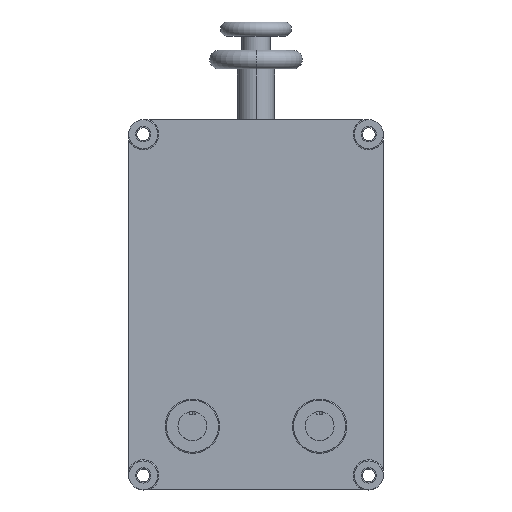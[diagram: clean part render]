
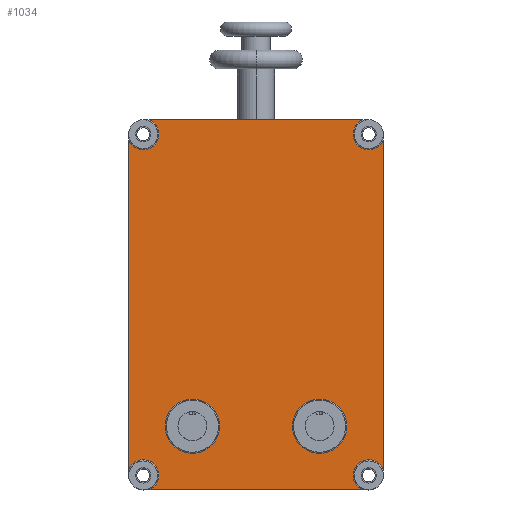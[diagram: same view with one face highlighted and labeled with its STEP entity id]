
A CAD part, top view. The second image highlights one B-rep face of the part: STEP entity #1034.
In plain terms, the highlighted planar face has unit normal (0, 0, 1).
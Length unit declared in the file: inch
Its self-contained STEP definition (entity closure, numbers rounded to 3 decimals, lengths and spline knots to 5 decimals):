
#127 = EDGE_LOOP ( 'NONE', ( #994, #995 ) ) ;
#147 = EDGE_LOOP ( 'NONE', ( #996, #997 ) ) ;
#246 = VERTEX_POINT ( 'NONE', #1509 ) ;
#247 = VERTEX_POINT ( 'NONE', #1510 ) ;
#250 = VERTEX_POINT ( 'NONE', #1513 ) ;
#251 = VERTEX_POINT ( 'NONE', #1514 ) ;
#254 = VERTEX_POINT ( 'NONE', #1517 ) ;
#255 = VERTEX_POINT ( 'NONE', #1518 ) ;
#258 = VERTEX_POINT ( 'NONE', #1521 ) ;
#259 = VERTEX_POINT ( 'NONE', #1522 ) ;
#262 = VERTEX_POINT ( 'NONE', #1525 ) ;
#263 = VERTEX_POINT ( 'NONE', #1526 ) ;
#279 = VERTEX_POINT ( 'NONE', #1542 ) ;
#284 = VERTEX_POINT ( 'NONE', #1547 ) ;
#285 = VERTEX_POINT ( 'NONE', #1548 ) ;
#289 = VERTEX_POINT ( 'NONE', #1552 ) ;
#306 = VERTEX_POINT ( 'NONE', #1569 ) ;
#444 = EDGE_CURVE ( 'NONE', #289, #251, #2438, .T. ) ;
#454 = EDGE_CURVE ( 'NONE', #284, #289, #2449, .T. ) ;
#471 = EDGE_CURVE ( 'NONE', #258, #259, #2468, .T. ) ;
#472 = EDGE_CURVE ( 'NONE', #254, #255, #2469, .T. ) ;
#473 = EDGE_CURVE ( 'NONE', #250, #306, #2471, .T. ) ;
#474 = EDGE_CURVE ( 'NONE', #285, #284, #2462, .T. ) ;
#475 = EDGE_CURVE ( 'NONE', #262, #285, #2474, .T. ) ;
#479 = EDGE_CURVE ( 'NONE', #246, #279, #2477, .T. ) ;
#556 = EDGE_CURVE ( 'NONE', #247, #246, #2568, .T. ) ;
#560 = EDGE_CURVE ( 'NONE', #251, #250, #2574, .T. ) ;
#564 = EDGE_CURVE ( 'NONE', #255, #254, #2576, .T. ) ;
#568 = EDGE_CURVE ( 'NONE', #259, #258, #2580, .T. ) ;
#572 = EDGE_CURVE ( 'NONE', #263, #262, #2585, .T. ) ;
#664 = EDGE_CURVE ( 'NONE', #306, #247, #3338, .T. ) ;
#672 = EDGE_CURVE ( 'NONE', #279, #263, #3342, .T. ) ;
#994 = ORIENTED_EDGE ( 'NONE', *, *, #568, .T. ) ;
#995 = ORIENTED_EDGE ( 'NONE', *, *, #471, .T. ) ;
#996 = ORIENTED_EDGE ( 'NONE', *, *, #564, .T. ) ;
#997 = ORIENTED_EDGE ( 'NONE', *, *, #472, .T. ) ;
#998 = ORIENTED_EDGE ( 'NONE', *, *, #474, .T. ) ;
#999 = ORIENTED_EDGE ( 'NONE', *, *, #454, .T. ) ;
#1000 = ORIENTED_EDGE ( 'NONE', *, *, #444, .T. ) ;
#1001 = ORIENTED_EDGE ( 'NONE', *, *, #560, .T. ) ;
#1002 = ORIENTED_EDGE ( 'NONE', *, *, #473, .T. ) ;
#1003 = ORIENTED_EDGE ( 'NONE', *, *, #664, .T. ) ;
#1004 = ORIENTED_EDGE ( 'NONE', *, *, #556, .T. ) ;
#1005 = ORIENTED_EDGE ( 'NONE', *, *, #479, .T. ) ;
#1006 = ORIENTED_EDGE ( 'NONE', *, *, #672, .T. ) ;
#1007 = ORIENTED_EDGE ( 'NONE', *, *, #572, .T. ) ;
#1008 = ORIENTED_EDGE ( 'NONE', *, *, #475, .T. ) ;
#1034 = ADVANCED_FACE ( 'NONE', ( #3352, #3367, #3369 ), #3227, .T. ) ;
#1509 = CARTESIAN_POINT ( 'NONE',  ( -4.2, 7.375, 1.9 ) ) ;
#1510 = CARTESIAN_POINT ( 'NONE',  ( -4.62005, 8., 1.9 ) ) ;
#1513 = CARTESIAN_POINT ( 'NONE',  ( 4.2, 7.375, 1.9 ) ) ;
#1514 = CARTESIAN_POINT ( 'NONE',  ( 5.5, 7.12005, 1.9 ) ) ;
#1517 = CARTESIAN_POINT ( 'NONE',  ( -3.925, -5.25, 1.9 ) ) ;
#1518 = CARTESIAN_POINT ( 'NONE',  ( -1.575, -5.25, 1.9 ) ) ;
#1521 = CARTESIAN_POINT ( 'NONE',  ( 1.575, -5.25, 1.9 ) ) ;
#1522 = CARTESIAN_POINT ( 'NONE',  ( 3.925, -5.25, 1.9 ) ) ;
#1525 = CARTESIAN_POINT ( 'NONE',  ( -4.2, -7.375, 1.9 ) ) ;
#1526 = CARTESIAN_POINT ( 'NONE',  ( -5.5, -7.12005, 1.9 ) ) ;
#1542 = CARTESIAN_POINT ( 'NONE',  ( -5.5, 7.12005, 1.9 ) ) ;
#1547 = CARTESIAN_POINT ( 'NONE',  ( 4.62005, -8., 1.9 ) ) ;
#1548 = CARTESIAN_POINT ( 'NONE',  ( -4.62005, -8., 1.9 ) ) ;
#1552 = CARTESIAN_POINT ( 'NONE',  ( 5.5, -7.12005, 1.9 ) ) ;
#1569 = CARTESIAN_POINT ( 'NONE',  ( 4.62005, 8., 1.9 ) ) ;
#1859 = AXIS2_PLACEMENT_3D ( 'NONE', #2265, #2267, #2268 ) ;
#1872 = AXIS2_PLACEMENT_3D ( 'NONE', #2318, #2319, #2320 ) ;
#1876 = AXIS2_PLACEMENT_3D ( 'NONE', #2310, #2316, #2317 ) ;
#1877 = AXIS2_PLACEMENT_3D ( 'NONE', #2321, #2323, #2324 ) ;
#1880 = AXIS2_PLACEMENT_3D ( 'NONE', #2313, #2328, #2329 ) ;
#1881 = AXIS2_PLACEMENT_3D ( 'NONE', #2347, #2349, #2350 ) ;
#1929 = AXIS2_PLACEMENT_3D ( 'NONE', #2852, #2859, #2860 ) ;
#1931 = AXIS2_PLACEMENT_3D ( 'NONE', #2861, #2869, #2870 ) ;
#1933 = AXIS2_PLACEMENT_3D ( 'NONE', #2871, #2881, #2882 ) ;
#1936 = AXIS2_PLACEMENT_3D ( 'NONE', #2896, #2897, #2898 ) ;
#1939 = AXIS2_PLACEMENT_3D ( 'NONE', #2914, #2915, #2916 ) ;
#2001 = AXIS2_PLACEMENT_3D ( 'NONE', #3226, #3228, #3229 ) ;
#2236 = CARTESIAN_POINT ( 'NONE',  ( 5.5, 8., 1.9 ) ) ;
#2237 = DIRECTION ( 'NONE',  ( 0., 1., 0. ) ) ;
#2265 = CARTESIAN_POINT ( 'NONE',  ( 4.875, -7.375, 1.9 ) ) ;
#2267 = DIRECTION ( 'NONE',  ( 0., 0., -1. ) ) ;
#2268 = DIRECTION ( 'NONE',  ( 1., 0., 0. ) ) ;
#2310 = CARTESIAN_POINT ( 'NONE',  ( 2.75, -5.25, 1.9 ) ) ;
#2313 = CARTESIAN_POINT ( 'NONE',  ( -4.875, -7.375, 1.9 ) ) ;
#2316 = DIRECTION ( 'NONE',  ( 0., 0., -1. ) ) ;
#2317 = DIRECTION ( 'NONE',  ( 1., 0., 0. ) ) ;
#2318 = CARTESIAN_POINT ( 'NONE',  ( -2.75, -5.25, 1.9 ) ) ;
#2319 = DIRECTION ( 'NONE',  ( 0., 0., -1. ) ) ;
#2320 = DIRECTION ( 'NONE',  ( 1., 0., 0. ) ) ;
#2321 = CARTESIAN_POINT ( 'NONE',  ( 4.875, 7.375, 1.9 ) ) ;
#2323 = DIRECTION ( 'NONE',  ( 0., 0., -1. ) ) ;
#2324 = DIRECTION ( 'NONE',  ( 1., 0., 0. ) ) ;
#2325 = CARTESIAN_POINT ( 'NONE',  ( -5.5, -8., 1.9 ) ) ;
#2326 = DIRECTION ( 'NONE',  ( 1., 0., 0. ) ) ;
#2328 = DIRECTION ( 'NONE',  ( 0., 0., -1. ) ) ;
#2329 = DIRECTION ( 'NONE',  ( 1., 0., 0. ) ) ;
#2347 = CARTESIAN_POINT ( 'NONE',  ( -4.875, 7.375, 1.9 ) ) ;
#2349 = DIRECTION ( 'NONE',  ( 0., 0., -1. ) ) ;
#2350 = DIRECTION ( 'NONE',  ( 1., 0., 0. ) ) ;
#2438 = LINE ( 'NONE', #2236, #2439 ) ;
#2439 = VECTOR ( 'NONE', #2237, 39.37008 ) ;
#2449 = CIRCLE ( 'NONE', #1859, 0.675 ) ;
#2462 = LINE ( 'NONE', #2325, #2466 ) ;
#2466 = VECTOR ( 'NONE', #2326, 39.37008 ) ;
#2468 = CIRCLE ( 'NONE', #1876, 1.175 ) ;
#2469 = CIRCLE ( 'NONE', #1872, 1.175 ) ;
#2471 = CIRCLE ( 'NONE', #1877, 0.675 ) ;
#2474 = CIRCLE ( 'NONE', #1880, 0.675 ) ;
#2477 = CIRCLE ( 'NONE', #1881, 0.675 ) ;
#2568 = CIRCLE ( 'NONE', #1929, 0.675 ) ;
#2574 = CIRCLE ( 'NONE', #1931, 0.675 ) ;
#2576 = CIRCLE ( 'NONE', #1933, 1.175 ) ;
#2580 = CIRCLE ( 'NONE', #1936, 1.175 ) ;
#2585 = CIRCLE ( 'NONE', #1939, 0.675 ) ;
#2852 = CARTESIAN_POINT ( 'NONE',  ( -4.875, 7.375, 1.9 ) ) ;
#2859 = DIRECTION ( 'NONE',  ( 0., 0., -1. ) ) ;
#2860 = DIRECTION ( 'NONE',  ( 1., 0., 0. ) ) ;
#2861 = CARTESIAN_POINT ( 'NONE',  ( 4.875, 7.375, 1.9 ) ) ;
#2869 = DIRECTION ( 'NONE',  ( 0., 0., -1. ) ) ;
#2870 = DIRECTION ( 'NONE',  ( 1., 0., 0. ) ) ;
#2871 = CARTESIAN_POINT ( 'NONE',  ( -2.75, -5.25, 1.9 ) ) ;
#2881 = DIRECTION ( 'NONE',  ( 0., 0., -1. ) ) ;
#2882 = DIRECTION ( 'NONE',  ( 1., 0., 0. ) ) ;
#2896 = CARTESIAN_POINT ( 'NONE',  ( 2.75, -5.25, 1.9 ) ) ;
#2897 = DIRECTION ( 'NONE',  ( 0., 0., -1. ) ) ;
#2898 = DIRECTION ( 'NONE',  ( 1., 0., 0. ) ) ;
#2914 = CARTESIAN_POINT ( 'NONE',  ( -4.875, -7.375, 1.9 ) ) ;
#2915 = DIRECTION ( 'NONE',  ( 0., 0., -1. ) ) ;
#2916 = DIRECTION ( 'NONE',  ( 1., 0., 0. ) ) ;
#3163 = CARTESIAN_POINT ( 'NONE',  ( -5.5, 8., 1.9 ) ) ;
#3164 = DIRECTION ( 'NONE',  ( -1., 0., 0. ) ) ;
#3184 = CARTESIAN_POINT ( 'NONE',  ( -5.5, 8., 1.9 ) ) ;
#3185 = DIRECTION ( 'NONE',  ( 0., -1., 0. ) ) ;
#3226 = CARTESIAN_POINT ( 'NONE',  ( 0., 0., 1.9 ) ) ;
#3227 = PLANE ( 'NONE',  #2001 ) ;
#3228 = DIRECTION ( 'NONE',  ( 0., 0., 1. ) ) ;
#3229 = DIRECTION ( 'NONE',  ( 1., 0., 0. ) ) ;
#3338 = LINE ( 'NONE', #3163, #3339 ) ;
#3339 = VECTOR ( 'NONE', #3164, 39.37008 ) ;
#3342 = LINE ( 'NONE', #3184, #3348 ) ;
#3348 = VECTOR ( 'NONE', #3185, 39.37008 ) ;
#3352 = FACE_BOUND ( 'NONE', #127, .T. ) ;
#3367 = FACE_BOUND ( 'NONE', #147, .T. ) ;
#3369 = FACE_OUTER_BOUND ( 'NONE', #3696, .T. ) ;
#3696 = EDGE_LOOP ( 'NONE', ( #998, #999, #1000, #1001, #1002, #1003, #1004, #1005, #1006, #1007, #1008 ) ) ;
